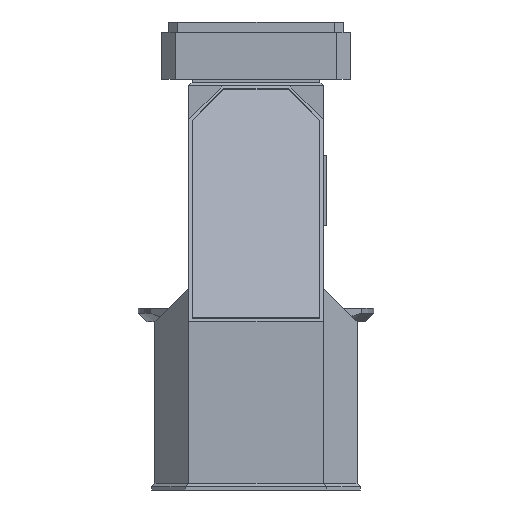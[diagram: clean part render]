
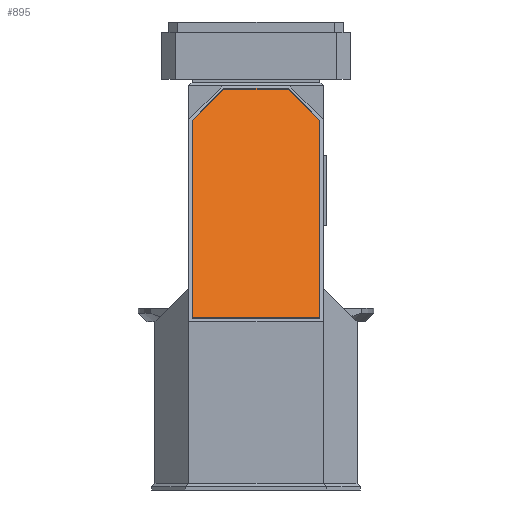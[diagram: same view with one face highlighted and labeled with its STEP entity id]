
A CAD part, left-side view. The second image highlights one B-rep face of the part: STEP entity #895.
In plain terms, the highlighted planar face has unit normal (-0.919, 0, 0.394).
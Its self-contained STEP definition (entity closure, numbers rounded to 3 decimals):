
#37 = VECTOR ( 'NONE', #2127, 1000. ) ;
#188 = EDGE_CURVE ( 'NONE', #1832, #4719, #5695, .T. ) ;
#223 = ORIENTED_EDGE ( 'NONE', *, *, #5379, .T. ) ;
#421 = DIRECTION ( 'NONE',  ( -0.919, 0., 0.394 ) ) ;
#763 = AXIS2_PLACEMENT_3D ( 'NONE', #5531, #421, #3981 ) ;
#870 = PLANE ( 'NONE',  #763 ) ;
#887 = CARTESIAN_POINT ( 'NONE',  ( 51.012, 190., 1098.387 ) ) ;
#895 = ADVANCED_FACE ( 'NONE', ( #2425 ), #870, .T. ) ;
#917 = EDGE_LOOP ( 'NONE', ( #1649, #2177, #4756, #223, #2813, #5518 ) ) ;
#1039 = DIRECTION ( 'NONE',  ( 0.29, 0.677, 0.677 ) ) ;
#1467 = VERTEX_POINT ( 'NONE', #4175 ) ;
#1556 = CARTESIAN_POINT ( 'NONE',  ( 91.465, 95.609, 1192.778 ) ) ;
#1649 = ORIENTED_EDGE ( 'NONE', *, *, #1772, .T. ) ;
#1772 = EDGE_CURVE ( 'NONE', #1467, #4997, #5280, .T. ) ;
#1832 = VERTEX_POINT ( 'NONE', #1556 ) ;
#1890 = CARTESIAN_POINT ( 'NONE',  ( -200.657, 190., 511.161 ) ) ;
#1938 = CARTESIAN_POINT ( 'NONE',  ( 91.465, -95.609, 1192.778 ) ) ;
#1978 = DIRECTION ( 'NONE',  ( 0., -1., 0. ) ) ;
#2000 = VECTOR ( 'NONE', #4351, 1000. ) ;
#2053 = VERTEX_POINT ( 'NONE', #2738 ) ;
#2127 = DIRECTION ( 'NONE',  ( 0.394, 0., 0.919 ) ) ;
#2134 = CARTESIAN_POINT ( 'NONE',  ( -200.657, -190., 511.161 ) ) ;
#2177 = ORIENTED_EDGE ( 'NONE', *, *, #4881, .T. ) ;
#2425 = FACE_OUTER_BOUND ( 'NONE', #917, .T. ) ;
#2515 = CARTESIAN_POINT ( 'NONE',  ( 51.012, -190., 1098.387 ) ) ;
#2662 = LINE ( 'NONE', #5232, #37 ) ;
#2738 = CARTESIAN_POINT ( 'NONE',  ( -200.657, 190., 511.161 ) ) ;
#2813 = ORIENTED_EDGE ( 'NONE', *, *, #5907, .T. ) ;
#2939 = LINE ( 'NONE', #1890, #3974 ) ;
#3330 = VERTEX_POINT ( 'NONE', #2134 ) ;
#3344 = LINE ( 'NONE', #1938, #4544 ) ;
#3909 = EDGE_CURVE ( 'NONE', #3330, #1467, #2662, .T. ) ;
#3973 = DIRECTION ( 'NONE',  ( 0., 1., 0. ) ) ;
#3974 = VECTOR ( 'NONE', #1978, 1000. ) ;
#3979 = LINE ( 'NONE', #5871, #2000 ) ;
#3981 = DIRECTION ( 'NONE',  ( 0.394, 0., 0.919 ) ) ;
#4175 = CARTESIAN_POINT ( 'NONE',  ( 51.012, -190., 1098.387 ) ) ;
#4265 = VECTOR ( 'NONE', #6106, 1000. ) ;
#4351 = DIRECTION ( 'NONE',  ( -0.394, 0., -0.919 ) ) ;
#4544 = VECTOR ( 'NONE', #3973, 1000. ) ;
#4719 = VERTEX_POINT ( 'NONE', #887 ) ;
#4756 = ORIENTED_EDGE ( 'NONE', *, *, #188, .T. ) ;
#4881 = EDGE_CURVE ( 'NONE', #4997, #1832, #3344, .T. ) ;
#4997 = VERTEX_POINT ( 'NONE', #5096 ) ;
#5096 = CARTESIAN_POINT ( 'NONE',  ( 91.465, -95.609, 1192.778 ) ) ;
#5232 = CARTESIAN_POINT ( 'NONE',  ( -200.657, -190., 511.161 ) ) ;
#5280 = LINE ( 'NONE', #2515, #5747 ) ;
#5379 = EDGE_CURVE ( 'NONE', #4719, #2053, #3979, .T. ) ;
#5518 = ORIENTED_EDGE ( 'NONE', *, *, #3909, .T. ) ;
#5531 = CARTESIAN_POINT ( 'NONE',  ( -354.596, 0., 151.97 ) ) ;
#5695 = LINE ( 'NONE', #6576, #4265 ) ;
#5747 = VECTOR ( 'NONE', #1039, 1000. ) ;
#5871 = CARTESIAN_POINT ( 'NONE',  ( 51.012, 190., 1098.387 ) ) ;
#5907 = EDGE_CURVE ( 'NONE', #2053, #3330, #2939, .T. ) ;
#6106 = DIRECTION ( 'NONE',  ( -0.29, 0.677, -0.677 ) ) ;
#6576 = CARTESIAN_POINT ( 'NONE',  ( 91.465, 95.609, 1192.778 ) ) ;
